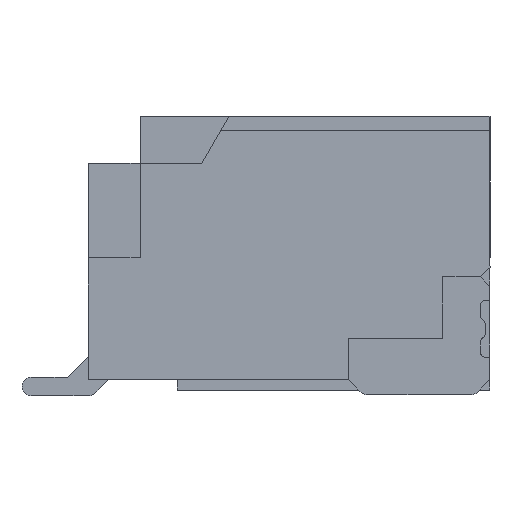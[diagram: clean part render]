
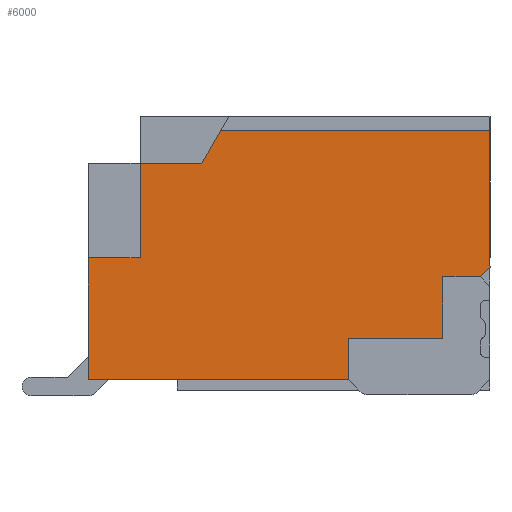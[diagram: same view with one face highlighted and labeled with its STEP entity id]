
A CAD part, left-side view. The second image highlights one B-rep face of the part: STEP entity #6000.
In plain terms, the highlighted planar face has unit normal (-1, 0, 0).
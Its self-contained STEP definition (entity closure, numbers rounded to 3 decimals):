
#302=FACE_OUTER_BOUND('',#631,.T.);
#631=EDGE_LOOP('',(#4287,#4288,#4289,#4290,#4291,#4292,#4293,#4294,#4295,
#4296,#4297,#4298,#4299));
#1055=LINE('',#8813,#1817);
#1073=LINE('',#8853,#1835);
#1080=LINE('',#8867,#1842);
#1108=LINE('',#8923,#1870);
#1111=LINE('',#8929,#1873);
#1115=LINE('',#8938,#1877);
#1118=LINE('',#8942,#1880);
#1120=LINE('',#8945,#1882);
#1123=LINE('',#8951,#1885);
#1127=LINE('',#8958,#1889);
#1130=LINE('',#8964,#1892);
#1132=LINE('',#8967,#1894);
#1133=LINE('',#8968,#1895);
#1817=VECTOR('',#7078,1000.);
#1835=VECTOR('',#7106,1000.);
#1842=VECTOR('',#7117,1000.);
#1870=VECTOR('',#7163,1000.);
#1873=VECTOR('',#7168,1000.);
#1877=VECTOR('',#7174,1000.);
#1880=VECTOR('',#7179,1000.);
#1882=VECTOR('',#7183,1000.);
#1885=VECTOR('',#7188,1000.);
#1889=VECTOR('',#7196,1000.);
#1892=VECTOR('',#7201,1000.);
#1894=VECTOR('',#7205,1000.);
#1895=VECTOR('',#7206,1000.);
#2558=VERTEX_POINT('',#8810);
#2559=VERTEX_POINT('',#8812);
#2575=VERTEX_POINT('',#8850);
#2576=VERTEX_POINT('',#8852);
#2580=VERTEX_POINT('',#8864);
#2581=VERTEX_POINT('',#8866);
#2599=VERTEX_POINT('',#8920);
#2600=VERTEX_POINT('',#8922);
#2602=VERTEX_POINT('',#8928);
#2605=VERTEX_POINT('',#8935);
#2606=VERTEX_POINT('',#8937);
#2608=VERTEX_POINT('',#8949);
#2611=VERTEX_POINT('',#8962);
#3184=EDGE_CURVE('',#2558,#2559,#1055,.T.);
#3202=EDGE_CURVE('',#2575,#2576,#1073,.T.);
#3209=EDGE_CURVE('',#2581,#2580,#1080,.T.);
#3237=EDGE_CURVE('',#2599,#2600,#1108,.T.);
#3240=EDGE_CURVE('',#2600,#2602,#1111,.T.);
#3244=EDGE_CURVE('',#2605,#2606,#1115,.T.);
#3247=EDGE_CURVE('',#2606,#2558,#1118,.T.);
#3249=EDGE_CURVE('',#2581,#2605,#1120,.T.);
#3252=EDGE_CURVE('',#2608,#2599,#1123,.T.);
#3256=EDGE_CURVE('',#2602,#2575,#1127,.T.);
#3259=EDGE_CURVE('',#2608,#2611,#1130,.T.);
#3261=EDGE_CURVE('',#2580,#2576,#1132,.T.);
#3262=EDGE_CURVE('',#2611,#2559,#1133,.T.);
#4287=ORIENTED_EDGE('',*,*,#3261,.T.);
#4288=ORIENTED_EDGE('',*,*,#3202,.F.);
#4289=ORIENTED_EDGE('',*,*,#3256,.F.);
#4290=ORIENTED_EDGE('',*,*,#3240,.F.);
#4291=ORIENTED_EDGE('',*,*,#3237,.F.);
#4292=ORIENTED_EDGE('',*,*,#3252,.F.);
#4293=ORIENTED_EDGE('',*,*,#3259,.T.);
#4294=ORIENTED_EDGE('',*,*,#3262,.T.);
#4295=ORIENTED_EDGE('',*,*,#3184,.F.);
#4296=ORIENTED_EDGE('',*,*,#3247,.F.);
#4297=ORIENTED_EDGE('',*,*,#3244,.F.);
#4298=ORIENTED_EDGE('',*,*,#3249,.F.);
#4299=ORIENTED_EDGE('',*,*,#3209,.T.);
#5723=PLANE('',#6376);
#6000=ADVANCED_FACE('',(#302),#5723,.F.);
#6376=AXIS2_PLACEMENT_3D('',#8966,#7203,#7204);
#7078=DIRECTION('',(0.,0.,-1.));
#7106=DIRECTION('',(0.,-1.,0.));
#7117=DIRECTION('',(0.,-0.707,0.707));
#7163=DIRECTION('',(0.,0.,1.));
#7168=DIRECTION('',(0.,-1.,0.));
#7174=DIRECTION('',(0.,0.,-1.));
#7179=DIRECTION('',(0.,1.,0.));
#7183=DIRECTION('',(0.,1.,0.));
#7188=DIRECTION('',(0.,-1.,0.));
#7196=DIRECTION('',(0.,-0.5,0.866));
#7201=DIRECTION('',(0.,0.,-1.));
#7203=DIRECTION('center_axis',(1.,0.,0.));
#7204=DIRECTION('ref_axis',(0.,1.,0.));
#7205=DIRECTION('',(0.,0.,1.));
#7206=DIRECTION('',(0.,-1.,0.));
#8810=CARTESIAN_POINT('',(-5.012,-3.098,0.61));
#8812=CARTESIAN_POINT('',(-5.012,-3.098,0.175));
#8813=CARTESIAN_POINT('',(-5.012,-3.098,2.96));
#8850=CARTESIAN_POINT('',(-5.012,-1.751,2.81));
#8852=CARTESIAN_POINT('',(-5.012,-4.598,2.81));
#8853=CARTESIAN_POINT('',(-5.012,0.352,2.81));
#8864=CARTESIAN_POINT('',(-5.012,-4.598,1.36));
#8866=CARTESIAN_POINT('',(-5.012,-4.498,1.26));
#8867=CARTESIAN_POINT('',(-5.012,-4.498,1.26));
#8920=CARTESIAN_POINT('',(-5.012,-0.898,1.46));
#8922=CARTESIAN_POINT('',(-5.012,-0.898,2.46));
#8923=CARTESIAN_POINT('',(-5.012,-0.898,2.96));
#8928=CARTESIAN_POINT('',(-5.012,-1.548,2.46));
#8929=CARTESIAN_POINT('',(-5.012,-0.348,2.46));
#8935=CARTESIAN_POINT('',(-5.012,-4.098,1.26));
#8937=CARTESIAN_POINT('',(-5.012,-4.098,0.61));
#8938=CARTESIAN_POINT('',(-5.012,-4.098,2.96));
#8942=CARTESIAN_POINT('',(-5.012,-0.348,0.61));
#8945=CARTESIAN_POINT('',(-5.012,-0.348,1.26));
#8949=CARTESIAN_POINT('',(-5.012,-0.348,1.46));
#8951=CARTESIAN_POINT('',(-5.012,-0.348,1.46));
#8958=CARTESIAN_POINT('',(-5.012,-1.548,2.46));
#8962=CARTESIAN_POINT('',(-5.012,-0.348,0.175));
#8964=CARTESIAN_POINT('',(-5.012,-0.348,2.96));
#8966=CARTESIAN_POINT('Origin',(-5.012,-0.348,2.96));
#8967=CARTESIAN_POINT('',(-5.012,-4.598,2.96));
#8968=CARTESIAN_POINT('',(-5.012,0.352,0.175));
